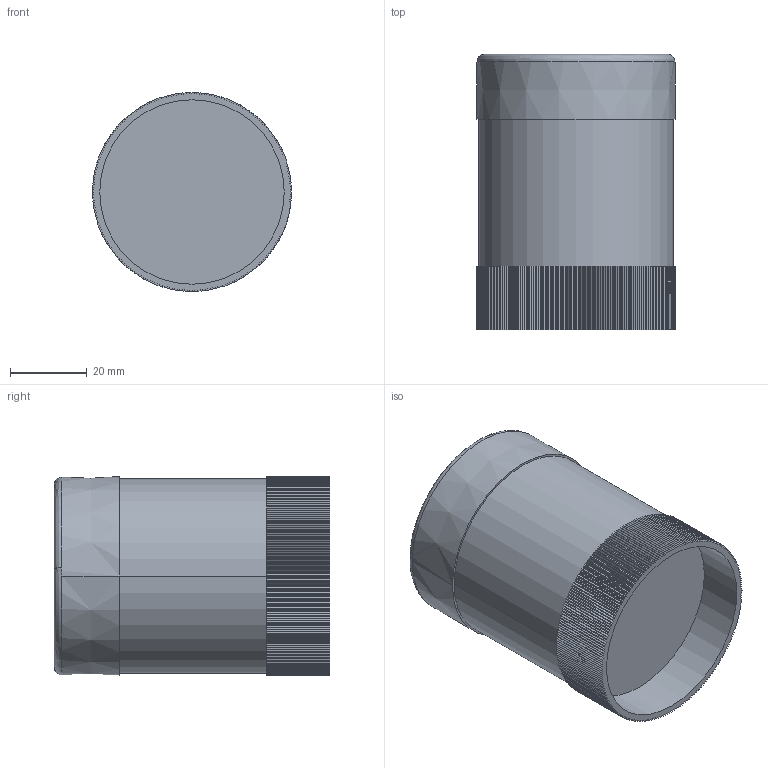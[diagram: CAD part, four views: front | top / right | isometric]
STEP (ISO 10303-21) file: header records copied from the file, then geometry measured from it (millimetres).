
FILE_DESCRIPTION(('STEP AP214'),'1');
FILE_NAME('cctmp_1FFB1C58-89BB-4852-93A9-EFB2BC4C7C6D_2023_10_16_23_12_27_0112..stp','2023-10-16T21:12:28',('SIEMENS A&D'),('CADClick - www.CADClick.com'),'Spatial InterOp 3D postprocessed',' ','unknown authorization');
FILE_SCHEMA(('AUTOMOTIVE_DESIGN'));
Length unit declared in the file: millimetre
Products named in the file (1): 2023_10_16_23_12_27_0018
Bounding box: 52 x 72 x 52 mm (x, y, z)
Volume: 120301.8 mm3; surface area: 25978.8 mm2
Topology: 1 solids, 3 shells, 772 faces, 2182 edges, 1444 vertices
Faces by surface type: plane 658, bspline 100, cylinder 12, cone 2
Entity records: 31950 total; most frequent: CARTESIAN_POINT 10236, ORIENTED_EDGE 4364, DIRECTION 3382, EDGE_CURVE 2182, LINE 1936, VECTOR 1936, VERTEX_POINT 1444, EDGE_LOOP 802
